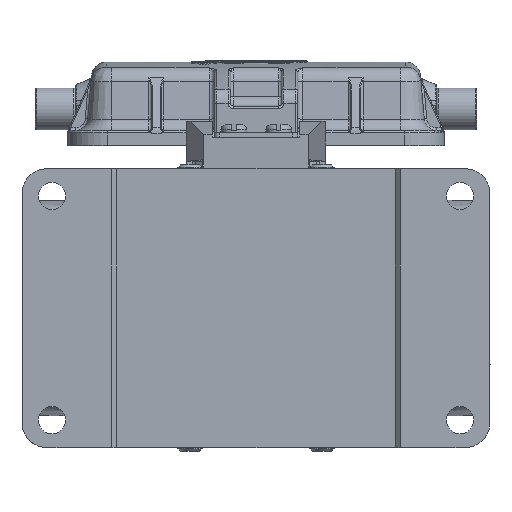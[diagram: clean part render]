
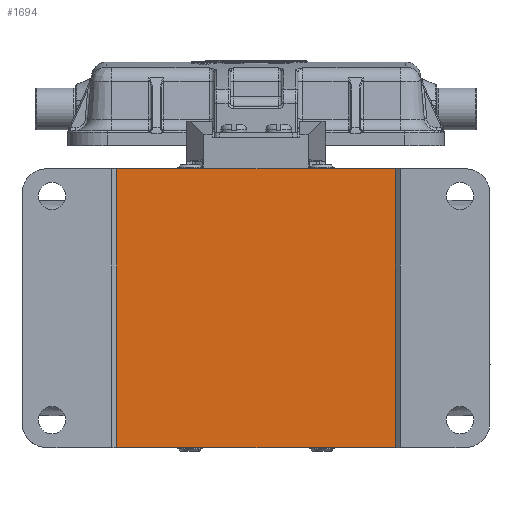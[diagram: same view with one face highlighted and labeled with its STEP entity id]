
A CAD part, front view. The second image highlights one B-rep face of the part: STEP entity #1694.
In plain terms, the highlighted planar face has unit normal (0, -1, 0).
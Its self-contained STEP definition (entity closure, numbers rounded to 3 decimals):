
#906=PLANE('',#23804);
#1694=ADVANCED_FACE('NONE',(#3642),#906,.F.);
#3642=FACE_OUTER_BOUND('',#5037,.T.);
#5037=EDGE_LOOP('',(#11874,#11875,#11876,#11877));
#7263=LINE('',#39486,#8521);
#7297=LINE('',#39928,#8555);
#7299=LINE('',#39932,#8557);
#7302=LINE('',#39937,#8560);
#8521=VECTOR('',#27249,1.);
#8555=VECTOR('',#27353,1.);
#8557=VECTOR('',#27357,1.);
#8560=VECTOR('',#27364,1.);
#11874=ORIENTED_EDGE('',*,*,#19601,.F.);
#11875=ORIENTED_EDGE('',*,*,#19606,.T.);
#11876=ORIENTED_EDGE('',*,*,#19539,.F.);
#11877=ORIENTED_EDGE('',*,*,#19603,.T.);
#16946=VERTEX_POINT('',#39485);
#16947=VERTEX_POINT('',#39487);
#16980=VERTEX_POINT('',#39927);
#16981=VERTEX_POINT('',#39929);
#19539=EDGE_CURVE('NONE',#16946,#16947,#7263,.T.);
#19601=EDGE_CURVE('NONE',#16980,#16981,#7297,.T.);
#19603=EDGE_CURVE('NONE',#16946,#16981,#7299,.T.);
#19606=EDGE_CURVE('NONE',#16980,#16947,#7302,.T.);
#23804=AXIS2_PLACEMENT_3D('',#39939,#27367,#27368);
#27249=DIRECTION('',(1.,0.,0.));
#27353=DIRECTION('',(-1.,0.,0.));
#27357=DIRECTION('',(0.,0.,-1.));
#27364=DIRECTION('',(0.,0.,1.));
#27367=DIRECTION('',(0.,1.,0.));
#27368=DIRECTION('',(0.,0.,1.));
#39485=CARTESIAN_POINT('',(-28.,-76.,28.));
#39486=CARTESIAN_POINT('',(-47.,-76.,28.));
#39487=CARTESIAN_POINT('',(28.,-76.,28.));
#39927=CARTESIAN_POINT('',(28.,-76.,-28.));
#39928=CARTESIAN_POINT('',(47.,-76.,-28.));
#39929=CARTESIAN_POINT('',(-28.,-76.,-28.));
#39932=CARTESIAN_POINT('',(-28.,-76.,33.6));
#39937=CARTESIAN_POINT('',(28.,-76.,33.6));
#39939=CARTESIAN_POINT('',(28.,-76.,33.6));
